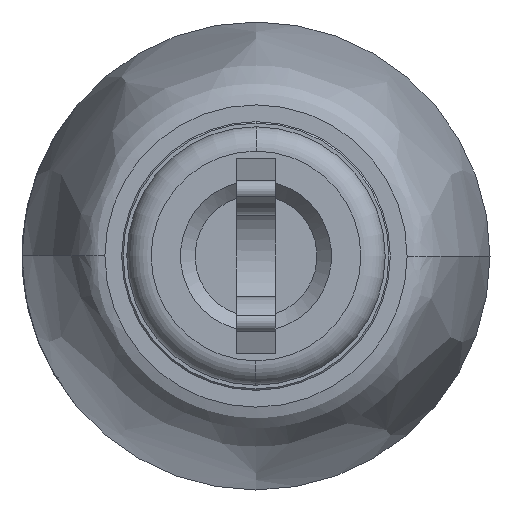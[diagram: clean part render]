
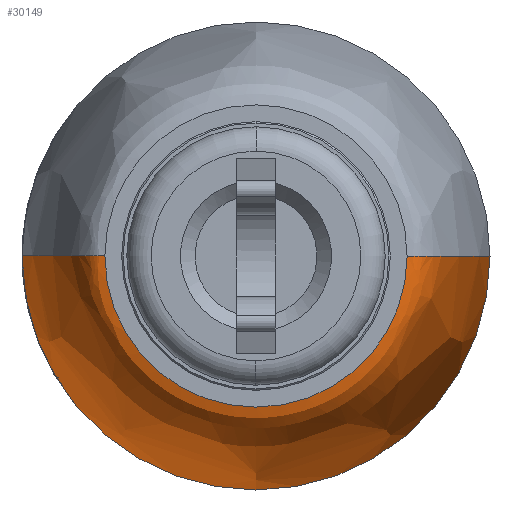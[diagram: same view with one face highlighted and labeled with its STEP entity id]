
A CAD part, left-side view. The second image highlights one B-rep face of the part: STEP entity #30149.
In plain terms, the highlighted free-form (B-spline) face has degree [3, 3] with [6, 4] control points.
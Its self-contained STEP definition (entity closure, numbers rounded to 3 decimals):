
#142 = ORIENTED_EDGE ( 'NONE', *, *, #26475, .T. ) ;
#199 = CARTESIAN_POINT ( 'NONE',  ( 13.822, -4.8, 0. ) ) ;
#655 = CARTESIAN_POINT ( 'NONE',  ( 4.822, -3.71, 0. ) ) ;
#994 = EDGE_LOOP ( 'NONE', ( #142, #5390, #2605, #24632, #38295 ) ) ;
#1474 = CARTESIAN_POINT ( 'NONE',  ( 10.153, -4.759, 0. ) ) ;
#1902 =( BOUNDED_SURFACE ( )  B_SPLINE_SURFACE ( 3, 3, ( 
 ( #26223, #26505, #7632, #29691 ),
 ( #10814, #32845, #13974, #35982 ),
 ( #17142, #39174, #20334, #1474 ),
 ( #23463, #4612, #26637, #7765 ),
 ( #29817, #10955, #32962, #14108 ),
 ( #36121, #17281, #39313, #20468 ) ),
 .UNSPECIFIED., .F., .F., .F. ) 
 B_SPLINE_SURFACE_WITH_KNOTS ( ( 4, 1, 1, 4 ),
 ( 4, 4 ),
 ( 0., 0.429, 0.529, 1. ),
 ( 0., 1. ),
 .UNSPECIFIED. ) 
 GEOMETRIC_REPRESENTATION_ITEM ( )  RATIONAL_B_SPLINE_SURFACE ( (
 ( 1., 0.333, 0.333, 1.),
 ( 1., 0.333, 0.333, 1.),
 ( 1., 0.333, 0.333, 1.),
 ( 1., 0.333, 0.333, 1.),
 ( 1., 0.333, 0.333, 1.),
 ( 1., 0.333, 0.333, 1.) ) ) 
 REPRESENTATION_ITEM ( '' )  SURFACE ( )  );
#2605 = ORIENTED_EDGE ( 'NONE', *, *, #29405, .F. ) ;
#2641 = AXIS2_PLACEMENT_3D ( 'NONE', #35939, #17104, #39133 ) ;
#2940 = DIRECTION ( 'NONE',  ( 0., 0., 1. ) ) ;
#4612 = CARTESIAN_POINT ( 'NONE',  ( 6.753, 4.294, -8.588 ) ) ;
#4673 = EDGE_CURVE ( 'NONE', #33243, #38232, #21397, .T. ) ;
#5390 = ORIENTED_EDGE ( 'NONE', *, *, #16230, .T. ) ;
#6301 = CARTESIAN_POINT ( 'NONE',  ( 13.822, 4.8, 0. ) ) ;
#6522 = CARTESIAN_POINT ( 'NONE',  ( 13.398, -4.8, 0. ) ) ;
#6837 = CARTESIAN_POINT ( 'NONE',  ( 13.822, 0., 0. ) ) ;
#7632 = CARTESIAN_POINT ( 'NONE',  ( 13.822, -4.8, -9.6 ) ) ;
#7765 = CARTESIAN_POINT ( 'NONE',  ( 6.753, -4.294, 0. ) ) ;
#8994 = AXIS2_PLACEMENT_3D ( 'NONE', #6837, #28874, #10014 ) ;
#9473 = CARTESIAN_POINT ( 'NONE',  ( 6.753, 4.294, 0. ) ) ;
#9700 = CIRCLE ( 'NONE', #8994, 4.8 ) ;
#10014 = DIRECTION ( 'NONE',  ( 0., 0., 1. ) ) ;
#10548 = B_SPLINE_CURVE_WITH_KNOTS ( 'NONE', 3,
 ( #35141, #6522, #38328, #19504, #655, #22637 ),
 .UNSPECIFIED., .F., .F.,
 ( 4, 1, 1, 4 ),
 ( 0., 0.429, 0.529, 1. ),
 .UNSPECIFIED. ) ;
#10814 = CARTESIAN_POINT ( 'NONE',  ( 13.398, 4.8, 0. ) ) ;
#10955 = CARTESIAN_POINT ( 'NONE',  ( 4.822, 3.71, -7.421 ) ) ;
#11180 = VERTEX_POINT ( 'NONE', #26431 ) ;
#11941 = CARTESIAN_POINT ( 'NONE',  ( 4.822, 3.1, 0. ) ) ;
#12645 = CARTESIAN_POINT ( 'NONE',  ( 4.822, 3.1, 0. ) ) ;
#13974 = CARTESIAN_POINT ( 'NONE',  ( 13.398, -4.8, -9.6 ) ) ;
#14108 = CARTESIAN_POINT ( 'NONE',  ( 4.822, -3.71, 0. ) ) ;
#15177 = VERTEX_POINT ( 'NONE', #199 ) ;
#15754 = CIRCLE ( 'NONE', #2641, 3.1 ) ;
#16230 = EDGE_CURVE ( 'NONE', #15177, #11180, #10548, .T. ) ;
#17039 = EDGE_CURVE ( 'NONE', #33243, #18985, #19909, .T. ) ;
#17104 = DIRECTION ( 'NONE',  ( -1., 0., 0. ) ) ;
#17142 = CARTESIAN_POINT ( 'NONE',  ( 10.153, 4.759, 0. ) ) ;
#17281 = CARTESIAN_POINT ( 'NONE',  ( 4.822, 3.1, -6.2 ) ) ;
#18985 = VERTEX_POINT ( 'NONE', #11941 ) ;
#19504 = CARTESIAN_POINT ( 'NONE',  ( 6.753, -4.294, 0. ) ) ;
#19909 = B_SPLINE_CURVE_WITH_KNOTS ( 'NONE', 3,
 ( #6301, #34512, #22016, #9473, #31515, #12645 ),
 .UNSPECIFIED., .F., .F.,
 ( 4, 1, 1, 4 ),
 ( 0., 0.429, 0.529, 1. ),
 .UNSPECIFIED. ) ;
#20334 = CARTESIAN_POINT ( 'NONE',  ( 10.153, -4.759, -9.518 ) ) ;
#20468 = CARTESIAN_POINT ( 'NONE',  ( 4.822, -3.1, 0. ) ) ;
#21234 = FACE_OUTER_BOUND ( 'NONE', #994, .T. ) ;
#21397 = CIRCLE ( 'NONE', #37983, 4.8 ) ;
#21780 = DIRECTION ( 'NONE',  ( -1., 0., 0. ) ) ;
#22016 = CARTESIAN_POINT ( 'NONE',  ( 10.153, 4.759, 0. ) ) ;
#22059 = CARTESIAN_POINT ( 'NONE',  ( 13.822, 4.8, 0. ) ) ;
#22637 = CARTESIAN_POINT ( 'NONE',  ( 4.822, -3.1, 0. ) ) ;
#23463 = CARTESIAN_POINT ( 'NONE',  ( 6.753, 4.294, 0. ) ) ;
#24632 = ORIENTED_EDGE ( 'NONE', *, *, #17039, .F. ) ;
#26223 = CARTESIAN_POINT ( 'NONE',  ( 13.822, 4.8, 0. ) ) ;
#26431 = CARTESIAN_POINT ( 'NONE',  ( 4.822, -3.1, 0. ) ) ;
#26475 = EDGE_CURVE ( 'NONE', #38232, #15177, #9700, .T. ) ;
#26505 = CARTESIAN_POINT ( 'NONE',  ( 13.822, 4.8, -9.6 ) ) ;
#26637 = CARTESIAN_POINT ( 'NONE',  ( 6.753, -4.294, -8.588 ) ) ;
#28874 = DIRECTION ( 'NONE',  ( -1., 0., 0. ) ) ;
#29405 = EDGE_CURVE ( 'NONE', #18985, #11180, #15754, .T. ) ;
#29691 = CARTESIAN_POINT ( 'NONE',  ( 13.822, -4.8, 0. ) ) ;
#29817 = CARTESIAN_POINT ( 'NONE',  ( 4.822, 3.71, 0. ) ) ;
#30149 = ADVANCED_FACE ( 'NONE', ( #21234 ), #1902, .F. ) ;
#31515 = CARTESIAN_POINT ( 'NONE',  ( 4.822, 3.71, 0. ) ) ;
#32845 = CARTESIAN_POINT ( 'NONE',  ( 13.398, 4.8, -9.6 ) ) ;
#32962 = CARTESIAN_POINT ( 'NONE',  ( 4.822, -3.71, -7.421 ) ) ;
#33243 = VERTEX_POINT ( 'NONE', #22059 ) ;
#34512 = CARTESIAN_POINT ( 'NONE',  ( 13.398, 4.8, 0. ) ) ;
#35141 = CARTESIAN_POINT ( 'NONE',  ( 13.822, -4.8, 0. ) ) ;
#35715 = CARTESIAN_POINT ( 'NONE',  ( 13.822, 0., -4.8 ) ) ;
#35939 = CARTESIAN_POINT ( 'NONE',  ( 4.822, 0., 0. ) ) ;
#35982 = CARTESIAN_POINT ( 'NONE',  ( 13.398, -4.8, 0. ) ) ;
#36121 = CARTESIAN_POINT ( 'NONE',  ( 4.822, 3.1, 0. ) ) ;
#37983 = AXIS2_PLACEMENT_3D ( 'NONE', #40656, #21780, #2940 ) ;
#38232 = VERTEX_POINT ( 'NONE', #35715 ) ;
#38295 = ORIENTED_EDGE ( 'NONE', *, *, #4673, .T. ) ;
#38328 = CARTESIAN_POINT ( 'NONE',  ( 10.153, -4.759, 0. ) ) ;
#39133 = DIRECTION ( 'NONE',  ( 0., 0., 1. ) ) ;
#39174 = CARTESIAN_POINT ( 'NONE',  ( 10.153, 4.759, -9.518 ) ) ;
#39313 = CARTESIAN_POINT ( 'NONE',  ( 4.822, -3.1, -6.2 ) ) ;
#40656 = CARTESIAN_POINT ( 'NONE',  ( 13.822, 0., 0. ) ) ;
